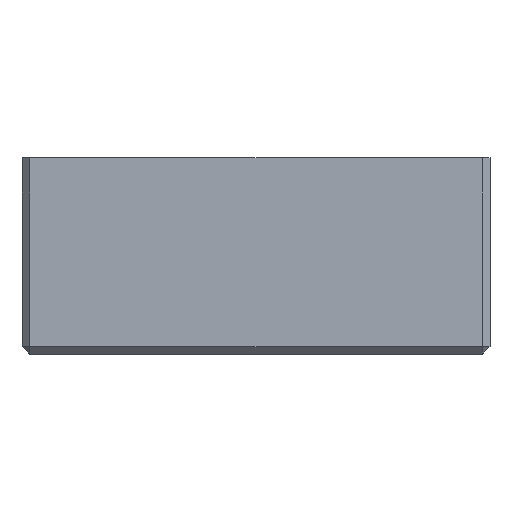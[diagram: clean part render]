
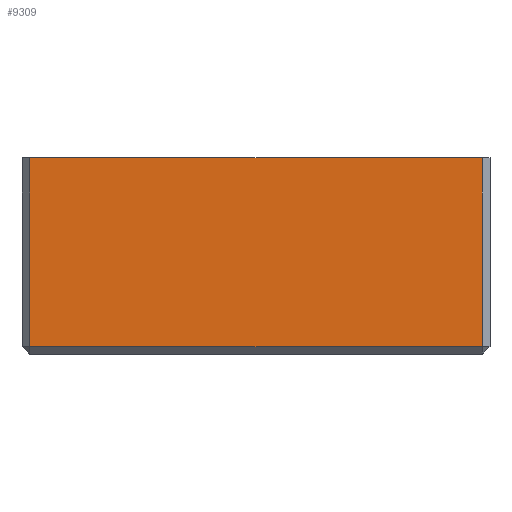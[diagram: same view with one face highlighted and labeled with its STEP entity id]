
A CAD part, front view. The second image highlights one B-rep face of the part: STEP entity #9309.
In plain terms, the highlighted planar face has unit normal (0, -1, 0).
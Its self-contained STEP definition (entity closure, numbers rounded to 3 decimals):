
#380 = CARTESIAN_POINT ( 'NONE',  ( 30., -36., -2.5 ) ) ;
#486 = CARTESIAN_POINT ( 'NONE',  ( 30., -36., 22.5 ) ) ;
#595 = AXIS2_PLACEMENT_3D ( 'NONE', #8742, #4719, #7105 ) ;
#1002 = ORIENTED_EDGE ( 'NONE', *, *, #6025, .F. ) ;
#1051 = VERTEX_POINT ( 'NONE', #10435 ) ;
#1372 = PLANE ( 'NONE',  #595 ) ;
#1432 = LINE ( 'NONE', #8688, #6276 ) ;
#2177 = LINE ( 'NONE', #7156, #4998 ) ;
#2232 = DIRECTION ( 'NONE',  ( 0., 0., -1. ) ) ;
#2257 = VECTOR ( 'NONE', #9760, 1000. ) ;
#2274 = EDGE_CURVE ( 'NONE', #8616, #7915, #7971, .T. ) ;
#2289 = DIRECTION ( 'NONE',  ( 0., 0., 1. ) ) ;
#3184 = FACE_OUTER_BOUND ( 'NONE', #9028, .T. ) ;
#3466 = ORIENTED_EDGE ( 'NONE', *, *, #10346, .F. ) ;
#4538 = VERTEX_POINT ( 'NONE', #486 ) ;
#4719 = DIRECTION ( 'NONE',  ( 0., 1., 0. ) ) ;
#4998 = VECTOR ( 'NONE', #9582, 1000. ) ;
#5638 = CARTESIAN_POINT ( 'NONE',  ( -31., -36., -2.5 ) ) ;
#6025 = EDGE_CURVE ( 'NONE', #7915, #1051, #1432, .T. ) ;
#6064 = ORIENTED_EDGE ( 'NONE', *, *, #9381, .F. ) ;
#6276 = VECTOR ( 'NONE', #2289, 1000. ) ;
#7105 = DIRECTION ( 'NONE',  ( 0., 0., 1. ) ) ;
#7139 = CARTESIAN_POINT ( 'NONE',  ( -30., -36., -2.5 ) ) ;
#7156 = CARTESIAN_POINT ( 'NONE',  ( -31., -36., 22.5 ) ) ;
#7205 = ORIENTED_EDGE ( 'NONE', *, *, #2274, .F. ) ;
#7263 = LINE ( 'NONE', #8898, #9235 ) ;
#7915 = VERTEX_POINT ( 'NONE', #7139 ) ;
#7971 = LINE ( 'NONE', #5638, #2257 ) ;
#8616 = VERTEX_POINT ( 'NONE', #380 ) ;
#8688 = CARTESIAN_POINT ( 'NONE',  ( -30., -36., -3.5 ) ) ;
#8742 = CARTESIAN_POINT ( 'NONE',  ( -31., -36., -3.5 ) ) ;
#8898 = CARTESIAN_POINT ( 'NONE',  ( 30., -36., -3.5 ) ) ;
#9028 = EDGE_LOOP ( 'NONE', ( #7205, #3466, #6064, #1002 ) ) ;
#9235 = VECTOR ( 'NONE', #2232, 1000. ) ;
#9309 = ADVANCED_FACE ( 'NONE', ( #3184 ), #1372, .F. ) ;
#9381 = EDGE_CURVE ( 'NONE', #1051, #4538, #2177, .T. ) ;
#9582 = DIRECTION ( 'NONE',  ( 1., 0., 0. ) ) ;
#9760 = DIRECTION ( 'NONE',  ( -1., 0., 0. ) ) ;
#10346 = EDGE_CURVE ( 'NONE', #4538, #8616, #7263, .T. ) ;
#10435 = CARTESIAN_POINT ( 'NONE',  ( -30., -36., 22.5 ) ) ;
